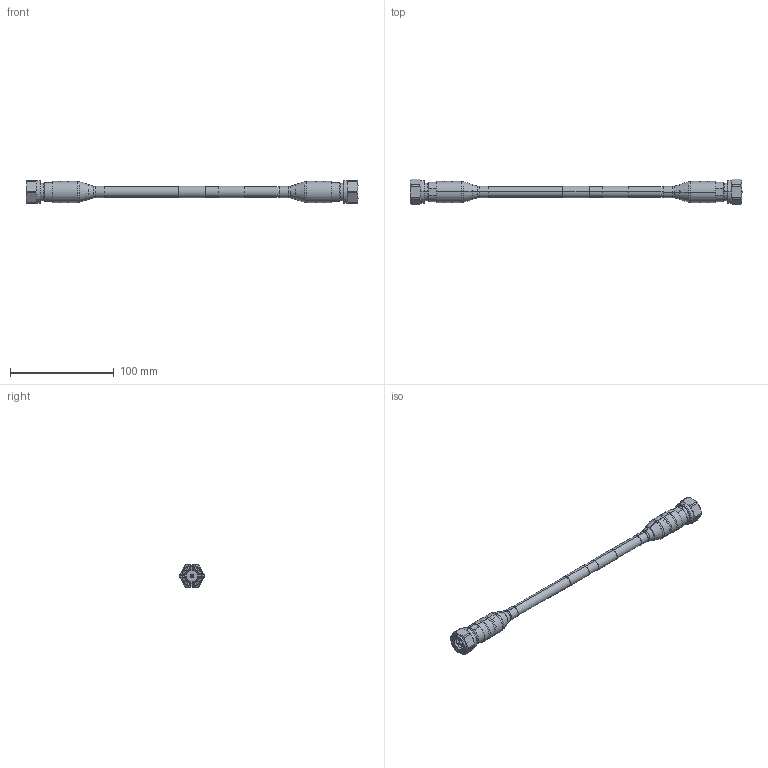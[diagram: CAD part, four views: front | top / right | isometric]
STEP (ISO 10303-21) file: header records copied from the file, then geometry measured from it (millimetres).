
FILE_DESCRIPTION (( 'STEP AP214' ), '1' );
FILE_NAME ('FMCA100113_3D.step', '2024-08-16T20:02:35', ( '' ), ( '' ), 'SwSTEP 2.0', 'SolidWorks 2022', '' );
FILE_SCHEMA (( 'AUTOMOTIVE_DESIGN' ));
Length unit declared in the file: inch
Products named in the file (6): FMCA100113_3D; TCOM-400-FR^FMCA100113_LABEL+PE PIM; Heat Shrink^FMCA100113_1" Long; TCP-400-4310MC-LP; TCP-400-4310MC-LP oring^TCP-400-4310MC-LP; TCP-400-4310MC-LP^TCP-400-4310MC-LP
Assembly tree (7 placements, depth 3):
  FMCA100113_3D
    TCOM-400-FR^FMCA100113_LABEL+PE PIM
    TCP-400-4310MC-LP  x2
      TCP-400-4310MC-LP^TCP-400-4310MC-LP
      TCP-400-4310MC-LP oring^TCP-400-4310MC-LP
    Heat Shrink^FMCA100113_1" Long  x2
Bounding box: 320.54 x 24.49 x 22 mm (x, y, z)
Volume: 49975.7 mm3; surface area: 32407.4 mm2
Topology: 7 solids, 7 shells, 338 faces, 748 edges, 450 vertices
Faces by surface type: cylinder 114, cone 100, plane 64, torus 56, bspline 4
Entity records: 5967 total; most frequent: CARTESIAN_POINT 1677, DIRECTION 909, ORIENTED_EDGE 778, AXIS2_PLACEMENT_3D 392, EDGE_CURVE 389, VERTEX_POINT 235, CIRCLE 206, EDGE_LOOP 196
